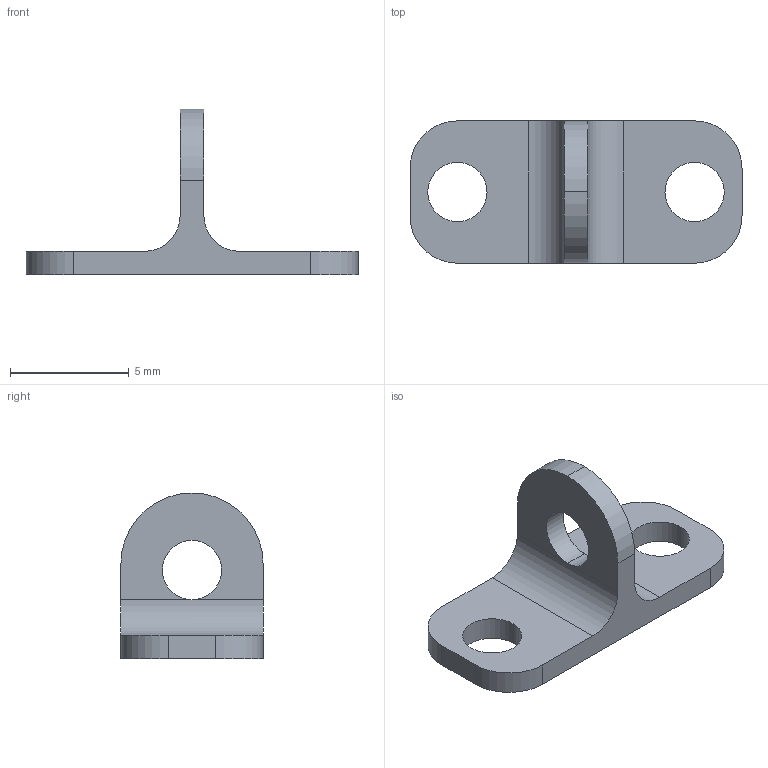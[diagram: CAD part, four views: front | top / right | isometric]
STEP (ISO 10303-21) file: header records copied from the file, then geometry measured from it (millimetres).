
FILE_DESCRIPTION (( 'STEP AP214' ), '1' );
FILE_NAME ('Pieza3.a.3.STEP', '2020-06-10T01:14:50', ( '' ), ( '' ), 'SwSTEP 2.0', 'SolidWorks 2013', '' );
FILE_SCHEMA (( 'AUTOMOTIVE_DESIGN' ));
Length unit declared in the file: millimetre
Products named in the file (1): Pieza3.a.3
Bounding box: 14 x 6 x 7 mm (x, y, z)
Volume: 103.8 mm3; surface area: 259.7 mm2
Topology: 1 solids, 1 shells, 23 faces, 65 edges, 42 vertices
Faces by surface type: cylinder 14, plane 9
Entity records: 801 total; most frequent: DIRECTION 141, CARTESIAN_POINT 131, ORIENTED_EDGE 130, EDGE_CURVE 65, AXIS2_PLACEMENT_3D 52, VERTEX_POINT 42, LINE 37, VECTOR 37
